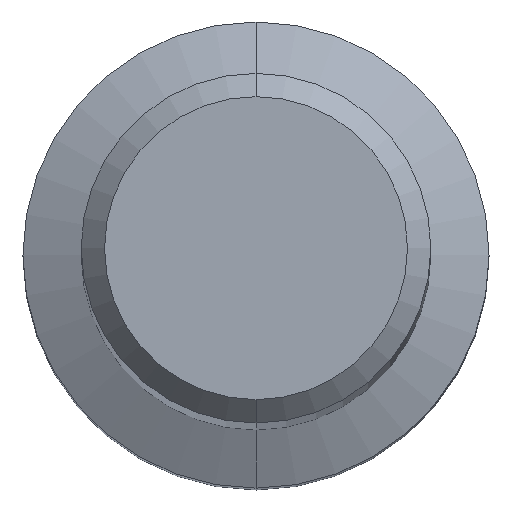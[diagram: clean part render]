
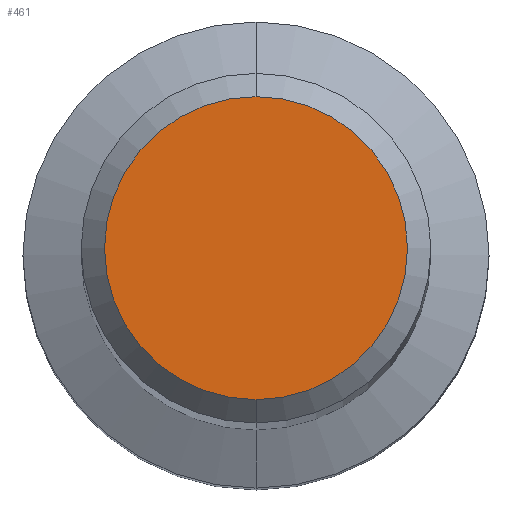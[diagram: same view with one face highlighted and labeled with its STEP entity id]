
A CAD part, top view. The second image highlights one B-rep face of the part: STEP entity #461.
In plain terms, the highlighted planar face has unit normal (0, 0, 1).
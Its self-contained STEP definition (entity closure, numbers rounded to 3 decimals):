
#317=EDGE_CURVE('',#485,#507,#680,.T.);
#461=ADVANCED_FACE('',(#845),#846,.T.);
#485=VERTEX_POINT('',#872);
#507=VERTEX_POINT('',#896);
#527=EDGE_CURVE('',#507,#485,#918,.T.);
#680=CIRCLE('',#1164,2.6);
#845=FACE_OUTER_BOUND('',#1446,.T.);
#846=PLANE('',#1447);
#872=CARTESIAN_POINT('',(0.,-2.6,0.0));
#896=CARTESIAN_POINT('',(0.0,2.6,0.0));
#918=CIRCLE('',#1603,2.6);
#1164=AXIS2_PLACEMENT_3D('',#1756,#1757,#1758);
#1446=EDGE_LOOP('',(#1984,#1985));
#1447=AXIS2_PLACEMENT_3D('',#1986,#1987,#1988);
#1603=AXIS2_PLACEMENT_3D('',#2063,#2064,#2065);
#1756=CARTESIAN_POINT('',(0.0,0.0,0.0));
#1757=DIRECTION('',(0.0,0.0,-1.0));
#1758=DIRECTION('',(0.0,1.0,0.0));
#1984=ORIENTED_EDGE('',*,*,#527,.F.);
#1985=ORIENTED_EDGE('',*,*,#317,.F.);
#1986=CARTESIAN_POINT('',(0.0,1.3,0.0));
#1987=DIRECTION('',(-0.0,0.0,1.0));
#1988=DIRECTION('',(0.0,-1.0,0.0));
#2063=CARTESIAN_POINT('',(0.0,0.0,0.0));
#2064=DIRECTION('',(0.0,0.0,-1.0));
#2065=DIRECTION('',(0.0,1.0,0.0));
